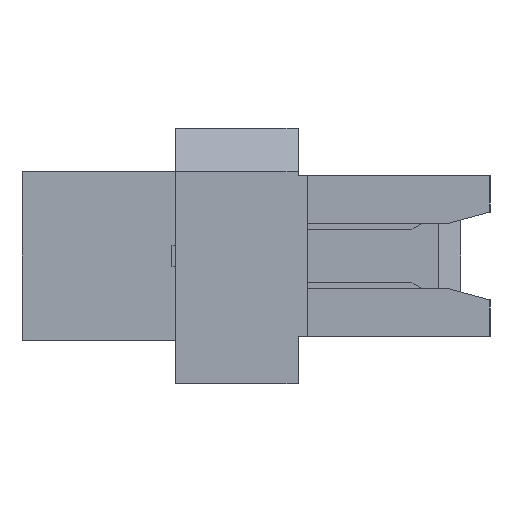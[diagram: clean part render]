
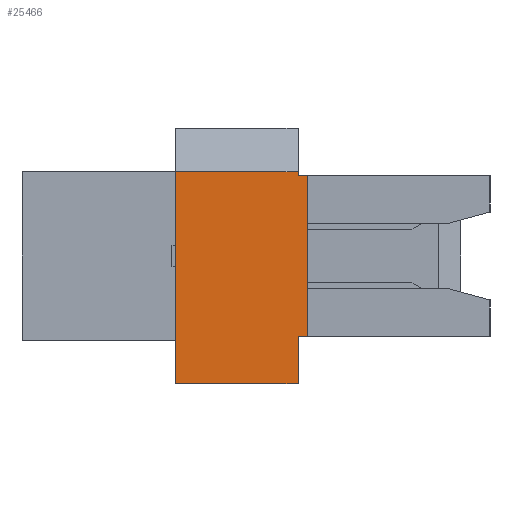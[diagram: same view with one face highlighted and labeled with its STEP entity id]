
A CAD part, left-side view. The second image highlights one B-rep face of the part: STEP entity #25466.
In plain terms, the highlighted planar face has unit normal (-1, 0, 0).
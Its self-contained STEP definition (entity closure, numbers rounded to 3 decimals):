
#771=ORIENTED_EDGE('',*,*,#8541,.F.);
#772=ORIENTED_EDGE('',*,*,#8542,.T.);
#773=ORIENTED_EDGE('',*,*,#8543,.F.);
#774=ORIENTED_EDGE('',*,*,#8544,.F.);
#775=ORIENTED_EDGE('',*,*,#8545,.F.);
#776=ORIENTED_EDGE('',*,*,#8546,.F.);
#777=ORIENTED_EDGE('',*,*,#8547,.F.);
#778=ORIENTED_EDGE('',*,*,#8548,.T.);
#8541=EDGE_CURVE('',#12426,#12427,#15011,.T.);
#8542=EDGE_CURVE('',#12426,#12428,#15012,.T.);
#8543=EDGE_CURVE('',#12429,#12428,#15013,.T.);
#8544=EDGE_CURVE('',#12430,#12429,#15014,.T.);
#8545=EDGE_CURVE('',#12431,#12430,#15015,.T.);
#8546=EDGE_CURVE('',#12432,#12431,#15016,.T.);
#8547=EDGE_CURVE('',#12433,#12432,#15017,.T.);
#8548=EDGE_CURVE('',#12433,#12427,#15018,.T.);
#12426=VERTEX_POINT('',#35572);
#12427=VERTEX_POINT('',#35573);
#12428=VERTEX_POINT('',#35575);
#12429=VERTEX_POINT('',#35577);
#12430=VERTEX_POINT('',#35579);
#12431=VERTEX_POINT('',#35581);
#12432=VERTEX_POINT('',#35583);
#12433=VERTEX_POINT('',#35585);
#15011=LINE('',#35571,#18416);
#15012=LINE('',#35574,#18417);
#15013=LINE('',#35576,#18418);
#15014=LINE('',#35578,#18419);
#15015=LINE('',#35580,#18420);
#15016=LINE('',#35582,#18421);
#15017=LINE('',#35584,#18422);
#15018=LINE('',#35586,#18423);
#18416=VECTOR('',#28591,1000.);
#18417=VECTOR('',#28592,1000.);
#18418=VECTOR('',#28593,1000.);
#18419=VECTOR('',#28594,1000.);
#18420=VECTOR('',#28595,1000.);
#18421=VECTOR('',#28596,1000.);
#18422=VECTOR('',#28597,1000.);
#18423=VECTOR('',#28598,1000.);
#21804=EDGE_LOOP('',(#771,#772,#773,#774,#775,#776,#777,#778));
#23108=FACE_BOUND('',#21804,.T.);
#24410=PLANE('',#26788);
#25466=ADVANCED_FACE('',(#23108),#24410,.F.);
#26788=AXIS2_PLACEMENT_3D('',#35570,#28589,#28590);
#28589=DIRECTION('',(1.,0.,0.));
#28590=DIRECTION('',(0.,0.,-1.));
#28591=DIRECTION('',(0.,0.,-1.));
#28592=DIRECTION('',(0.,-1.,0.));
#28593=DIRECTION('',(0.,0.,-1.));
#28594=DIRECTION('',(0.,-1.,0.));
#28595=DIRECTION('',(0.,0.,-1.));
#28596=DIRECTION('',(0.,-1.,0.));
#28597=DIRECTION('',(0.,0.,1.));
#28598=DIRECTION('',(0.,-1.,0.));
#35570=CARTESIAN_POINT('',(-15.6,4.2,-3.5));
#35571=CARTESIAN_POINT('',(-15.6,-3.35,-2.2));
#35572=CARTESIAN_POINT('',(-15.6,-3.35,-2.2));
#35573=CARTESIAN_POINT('',(-15.6,-3.35,-3.5));
#35574=CARTESIAN_POINT('',(-15.6,-3.35,-2.2));
#35575=CARTESIAN_POINT('',(-15.6,-3.6,-2.2));
#35576=CARTESIAN_POINT('',(-15.6,-3.6,3.5));
#35577=CARTESIAN_POINT('',(-15.6,-3.6,2.2));
#35578=CARTESIAN_POINT('',(-15.6,-3.35,2.2));
#35579=CARTESIAN_POINT('',(-15.6,-3.35,2.2));
#35580=CARTESIAN_POINT('',(-15.6,-3.35,4.3));
#35581=CARTESIAN_POINT('',(-15.6,-3.35,2.3));
#35582=CARTESIAN_POINT('',(-15.6,4.2,2.3));
#35583=CARTESIAN_POINT('',(-15.6,0.,2.3));
#35584=CARTESIAN_POINT('',(-15.6,0.,-3.5));
#35585=CARTESIAN_POINT('',(-15.6,0.,-3.5));
#35586=CARTESIAN_POINT('',(-15.6,4.2,-3.5));
